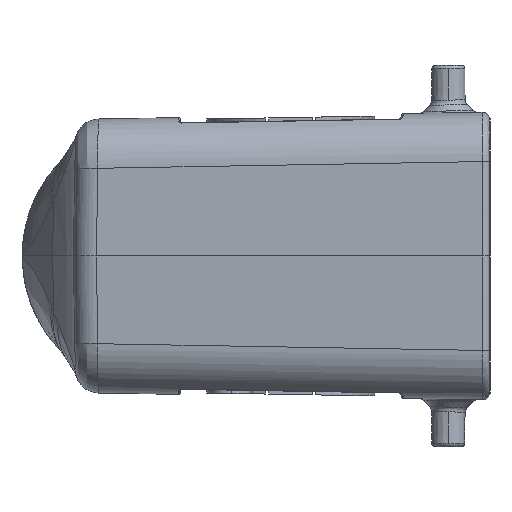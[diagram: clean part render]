
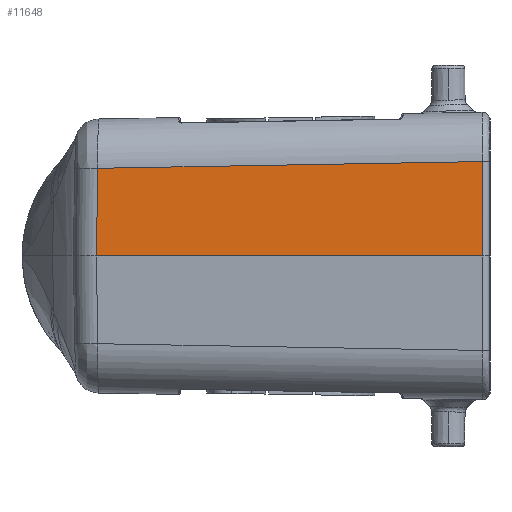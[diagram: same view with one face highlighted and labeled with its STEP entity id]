
A CAD part, left-side view. The second image highlights one B-rep face of the part: STEP entity #11648.
In plain terms, the highlighted planar face has unit normal (-1, 0.018, 0.017).
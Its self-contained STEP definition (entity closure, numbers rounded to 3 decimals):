
#1202=DIRECTION('',(-0.017,0.,-1.));
#1203=VECTOR('',#1202,14.12);
#1204=CARTESIAN_POINT('',(-59.739,70.817,14.118));
#1205=LINE('',#1204,#1203);
#1210=DIRECTION('',(-0.017,0.017,-1.));
#1211=VECTOR('',#1210,13.118);
#1212=CARTESIAN_POINT('',(-58.753,128.333,13.114));
#1213=LINE('',#1212,#1211);
#1214=DIRECTION('',(0.017,1.,-0.017));
#1215=VECTOR('',#1214,57.533);
#1216=CARTESIAN_POINT('',(-59.739,70.817,14.118));
#1217=LINE('',#1216,#1215);
#1226=DIRECTION('',(0.017,1.,0.));
#1227=VECTOR('',#1226,57.752);
#1228=CARTESIAN_POINT('',(-59.986,70.818,
0.));
#1229=LINE('',#1228,#1227);
#2113=CARTESIAN_POINT('',(-58.753,128.333,13.114));
#8724=VERTEX_POINT('',#2113);
#8989=CARTESIAN_POINT('',(-59.739,70.817,14.118));
#8990=VERTEX_POINT('',#8989);
#9064=CARTESIAN_POINT('',(-58.978,128.562,
0.));
#9065=VERTEX_POINT('',#9064);
#9109=CARTESIAN_POINT('',(-59.986,70.818,
0.));
#9110=VERTEX_POINT('',#9109);
#11634=CARTESIAN_POINT('',(-59.575,70.,24.335));
#11635=DIRECTION('',(-1.,0.017,0.017));
#11636=DIRECTION('',(-0.017,-1.,0.));
#11637=AXIS2_PLACEMENT_3D('',#11634,#11635,#11636);
#11638=PLANE('',#11637);
#11640=ORIENTED_EDGE('',*,*,#11639,.T.);
#11642=ORIENTED_EDGE('',*,*,#11641,.F.);
#11644=ORIENTED_EDGE('',*,*,#11643,.F.);
#11645=ORIENTED_EDGE('',*,*,#11620,.T.);
#11646=EDGE_LOOP('',(#11640,#11642,#11644,#11645));
#11647=FACE_OUTER_BOUND('',#11646,.F.);
#11620=EDGE_CURVE('',#8990,#9110,#1205,.T.);
#11639=EDGE_CURVE('',#9110,#9065,#1229,.T.);
#11641=EDGE_CURVE('',#8724,#9065,#1213,.T.);
#11643=EDGE_CURVE('',#8990,#8724,#1217,.T.);
#11648=ADVANCED_FACE('',(#11647),#11638,.T.);
